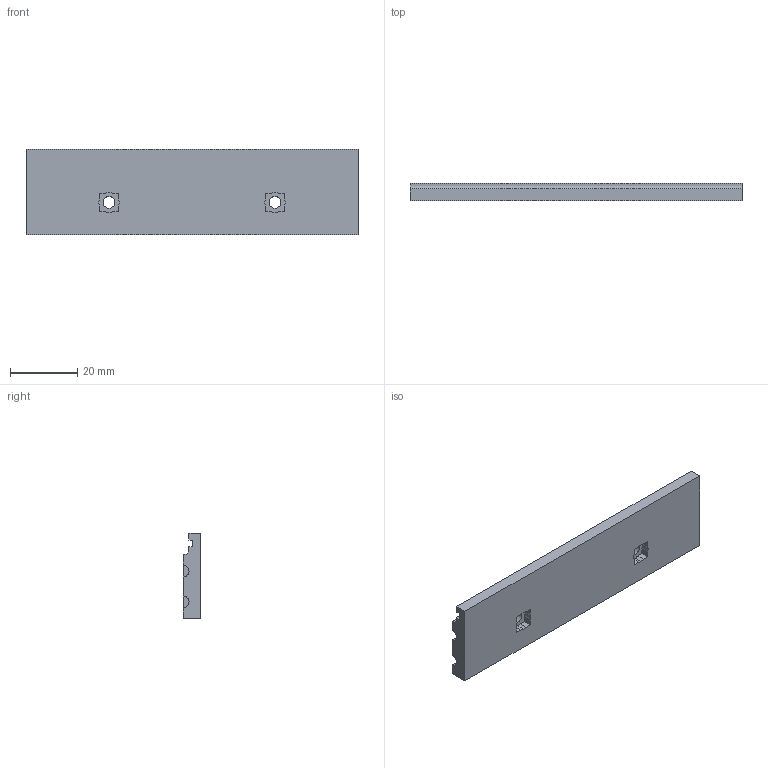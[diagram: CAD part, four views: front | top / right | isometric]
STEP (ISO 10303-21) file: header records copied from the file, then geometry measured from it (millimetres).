
FILE_DESCRIPTION (( 'STEP AP214' ), '1' );
FILE_NAME ('railInner18.STEP', '2020-10-17T23:28:05', ( '' ), ( '' ), 'SwSTEP 2.0', 'SolidWorks 2019', '' );
FILE_SCHEMA (( 'AUTOMOTIVE_DESIGN' ));
Length unit declared in the file: millimetre
Products named in the file (1): railInner18
Bounding box: 99 x 5.25 x 25.4 mm (x, y, z)
Volume: 11336.7 mm3; surface area: 6884.1 mm2
Topology: 1 solids, 1 shells, 82 faces, 231 edges, 154 vertices
Faces by surface type: plane 58, cylinder 24
Entity records: 2685 total; most frequent: CARTESIAN_POINT 468, ORIENTED_EDGE 462, DIRECTION 445, EDGE_CURVE 231, VECTOR 183, LINE 183, VERTEX_POINT 154, AXIS2_PLACEMENT_3D 131
